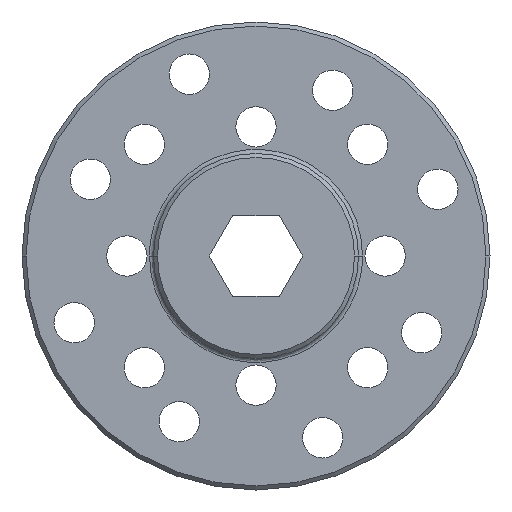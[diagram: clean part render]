
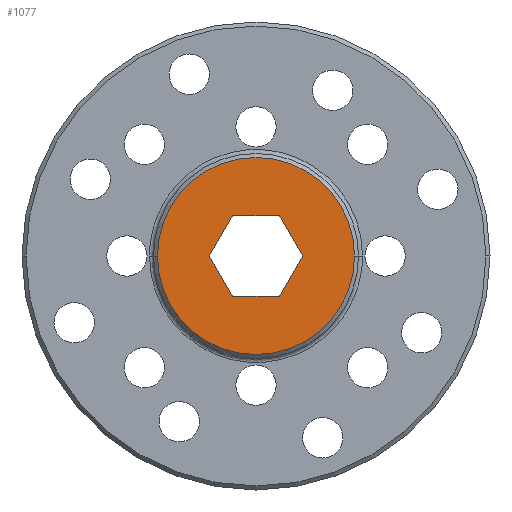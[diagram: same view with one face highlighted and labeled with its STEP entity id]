
A CAD part, front view. The second image highlights one B-rep face of the part: STEP entity #1077.
In plain terms, the highlighted planar face has unit normal (0, -1, 0).
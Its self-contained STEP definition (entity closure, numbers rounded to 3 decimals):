
#66 = DIRECTION ( 'NONE',  ( -1., 0., 0. ) ) ;
#76 = CARTESIAN_POINT ( 'NONE',  ( -1.443, 0., -2.5 ) ) ;
#84 = CARTESIAN_POINT ( 'NONE',  ( 1.443, 0., 2.5 ) ) ;
#114 = EDGE_CURVE ( 'NONE', #1081, #410, #2019, .T. ) ;
#162 = LINE ( 'NONE', #76, #444 ) ;
#164 = FACE_OUTER_BOUND ( 'NONE', #2034, .T. ) ;
#192 = AXIS2_PLACEMENT_3D ( 'NONE', #1100, #813, #1270 ) ;
#254 = DIRECTION ( 'NONE',  ( -0.5, 0., 0.866 ) ) ;
#256 = EDGE_CURVE ( 'NONE', #1128, #1841, #1248, .T. ) ;
#274 = CARTESIAN_POINT ( 'NONE',  ( 1.443, 0., -2.5 ) ) ;
#282 = DIRECTION ( 'NONE',  ( -0.5, 0., -0.866 ) ) ;
#292 = VERTEX_POINT ( 'NONE', #906 ) ;
#300 = ORIENTED_EDGE ( 'NONE', *, *, #1556, .T. ) ;
#311 = EDGE_CURVE ( 'NONE', #889, #984, #1896, .T. ) ;
#347 = ORIENTED_EDGE ( 'NONE', *, *, #256, .T. ) ;
#410 = VERTEX_POINT ( 'NONE', #434 ) ;
#434 = CARTESIAN_POINT ( 'NONE',  ( -6.1, 0., 0. ) ) ;
#444 = VECTOR ( 'NONE', #254, 1000. ) ;
#550 = ORIENTED_EDGE ( 'NONE', *, *, #114, .F. ) ;
#569 = CARTESIAN_POINT ( 'NONE',  ( 0., 0., 0. ) ) ;
#594 = DIRECTION ( 'NONE',  ( 1., 0., 0. ) ) ;
#636 = CARTESIAN_POINT ( 'NONE',  ( -2.887, 0., 0. ) ) ;
#685 = DIRECTION ( 'NONE',  ( 0., 1., 0. ) ) ;
#687 = CARTESIAN_POINT ( 'NONE',  ( 1.443, 0., 2.5 ) ) ;
#722 = CARTESIAN_POINT ( 'NONE',  ( 2.887, 0., 0. ) ) ;
#776 = LINE ( 'NONE', #636, #1599 ) ;
#794 = AXIS2_PLACEMENT_3D ( 'NONE', #569, #1031, #66 ) ;
#813 = DIRECTION ( 'NONE',  ( 0., 1., 0. ) ) ;
#832 = EDGE_CURVE ( 'NONE', #984, #292, #162, .T. ) ;
#850 = DIRECTION ( 'NONE',  ( -1., 0., 0. ) ) ;
#889 = VERTEX_POINT ( 'NONE', #1082 ) ;
#900 = EDGE_CURVE ( 'NONE', #985, #1128, #1529, .T. ) ;
#906 = CARTESIAN_POINT ( 'NONE',  ( -2.887, 0., 0. ) ) ;
#910 = EDGE_LOOP ( 'NONE', ( #347, #300, #1260, #1937, #1754, #1972 ) ) ;
#921 = CIRCLE ( 'NONE', #794, 6.1 ) ;
#946 = CARTESIAN_POINT ( 'NONE',  ( -1.443, 0., -2.5 ) ) ;
#951 = VECTOR ( 'NONE', #282, 1000. ) ;
#954 = PLANE ( 'NONE',  #192 ) ;
#976 = FACE_BOUND ( 'NONE', #910, .T. ) ;
#984 = VERTEX_POINT ( 'NONE', #946 ) ;
#985 = VERTEX_POINT ( 'NONE', #1223 ) ;
#1031 = DIRECTION ( 'NONE',  ( 0., 1., 0. ) ) ;
#1072 = VECTOR ( 'NONE', #594, 1000. ) ;
#1077 = ADVANCED_FACE ( 'NONE', ( #976, #164 ), #954, .F. ) ;
#1079 = DIRECTION ( 'NONE',  ( -1., 0., 0. ) ) ;
#1081 = VERTEX_POINT ( 'NONE', #1749 ) ;
#1082 = CARTESIAN_POINT ( 'NONE',  ( 1.443, 0., -2.5 ) ) ;
#1100 = CARTESIAN_POINT ( 'NONE',  ( 6.35, 0., 0. ) ) ;
#1105 = EDGE_CURVE ( 'NONE', #292, #985, #776, .T. ) ;
#1128 = VERTEX_POINT ( 'NONE', #687 ) ;
#1223 = CARTESIAN_POINT ( 'NONE',  ( -1.443, 0., 2.5 ) ) ;
#1246 = CARTESIAN_POINT ( 'NONE',  ( 2.887, 0., 0. ) ) ;
#1248 = LINE ( 'NONE', #84, #1848 ) ;
#1260 = ORIENTED_EDGE ( 'NONE', *, *, #311, .T. ) ;
#1270 = DIRECTION ( 'NONE',  ( -1., 0., 0. ) ) ;
#1377 = DIRECTION ( 'NONE',  ( 0.5, 0., -0.866 ) ) ;
#1421 = CARTESIAN_POINT ( 'NONE',  ( -1.443, 0., 2.5 ) ) ;
#1529 = LINE ( 'NONE', #1421, #1072 ) ;
#1556 = EDGE_CURVE ( 'NONE', #1841, #889, #1800, .T. ) ;
#1568 = VECTOR ( 'NONE', #1079, 1000. ) ;
#1599 = VECTOR ( 'NONE', #1635, 1000. ) ;
#1635 = DIRECTION ( 'NONE',  ( 0.5, 0., 0.866 ) ) ;
#1721 = ORIENTED_EDGE ( 'NONE', *, *, #1888, .F. ) ;
#1749 = CARTESIAN_POINT ( 'NONE',  ( 6.1, 0., 0. ) ) ;
#1754 = ORIENTED_EDGE ( 'NONE', *, *, #1105, .T. ) ;
#1758 = AXIS2_PLACEMENT_3D ( 'NONE', #1968, #685, #850 ) ;
#1800 = LINE ( 'NONE', #1246, #951 ) ;
#1841 = VERTEX_POINT ( 'NONE', #722 ) ;
#1848 = VECTOR ( 'NONE', #1377, 1000. ) ;
#1888 = EDGE_CURVE ( 'NONE', #410, #1081, #921, .T. ) ;
#1896 = LINE ( 'NONE', #274, #1568 ) ;
#1937 = ORIENTED_EDGE ( 'NONE', *, *, #832, .T. ) ;
#1968 = CARTESIAN_POINT ( 'NONE',  ( 0., 0., 0. ) ) ;
#1972 = ORIENTED_EDGE ( 'NONE', *, *, #900, .T. ) ;
#2019 = CIRCLE ( 'NONE', #1758, 6.1 ) ;
#2034 = EDGE_LOOP ( 'NONE', ( #1721, #550 ) ) ;
